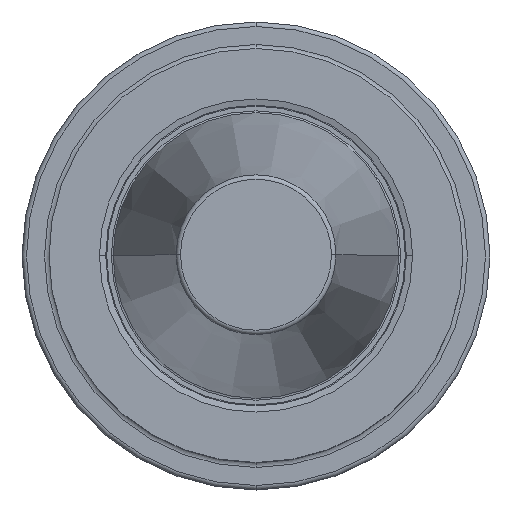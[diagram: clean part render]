
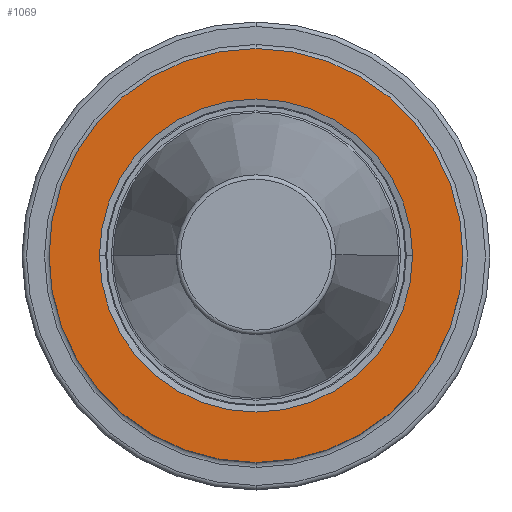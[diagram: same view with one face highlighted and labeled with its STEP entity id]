
A CAD part, top view. The second image highlights one B-rep face of the part: STEP entity #1069.
In plain terms, the highlighted planar face has unit normal (0, 0, 1).
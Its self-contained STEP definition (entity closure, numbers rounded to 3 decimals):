
#39=CARTESIAN_POINT('',(0.,0.,-2.));
#40=DIRECTION('',(0.,0.,-1.));
#41=DIRECTION('',(1.,0.,0.));
#42=AXIS2_PLACEMENT_3D('',#39,#40,#41);
#48=CARTESIAN_POINT('',(0.,0.,-2.));
#49=DIRECTION('',(0.,0.,1.));
#50=DIRECTION('',(1.,0.,0.));
#51=AXIS2_PLACEMENT_3D('',#48,#49,#50);
#56=CARTESIAN_POINT('',(0.,0.,-2.));
#57=DIRECTION('',(0.,0.,1.));
#58=DIRECTION('',(1.,0.,0.));
#59=AXIS2_PLACEMENT_3D('',#56,#57,#58);
#64=CARTESIAN_POINT('',(0.,0.,-2.));
#65=DIRECTION('',(0.,0.,1.));
#66=DIRECTION('',(-1.,0.,0.));
#67=AXIS2_PLACEMENT_3D('',#64,#65,#66);
#932=CARTESIAN_POINT('',(23.,0.,-2.));
#933=CARTESIAN_POINT('',(-23.,0.,-2.));
#934=VERTEX_POINT('',#932);
#935=VERTEX_POINT('',#933);
#994=CARTESIAN_POINT('',(17.396,0.,-2.));
#995=VERTEX_POINT('',#994);
#998=CARTESIAN_POINT('',(-17.396,0.,-2.));
#999=VERTEX_POINT('',#998);
#1052=CARTESIAN_POINT('',(0.,0.,-2.));
#1053=DIRECTION('',(0.,0.,-1.));
#1054=DIRECTION('',(-1.,0.,0.));
#1055=AXIS2_PLACEMENT_3D('',#1052,#1053,#1054);
#1056=PLANE('',#1055);
#1058=ORIENTED_EDGE('',*,*,#1057,.T.);
#1060=ORIENTED_EDGE('',*,*,#1059,.F.);
#1061=EDGE_LOOP('',(#1058,#1060));
#1062=FACE_OUTER_BOUND('',#1061,.F.);
#1064=ORIENTED_EDGE('',*,*,#1063,.T.);
#1066=ORIENTED_EDGE('',*,*,#1065,.T.);
#1067=EDGE_LOOP('',(#1064,#1066));
#1068=FACE_BOUND('',#1067,.F.);
#43=CIRCLE('',#42,23.);
#52=CIRCLE('',#51,23.);
#60=CIRCLE('',#59,17.396);
#68=CIRCLE('',#67,17.396);
#1057=EDGE_CURVE('',#934,#935,#43,.T.);
#1059=EDGE_CURVE('',#934,#935,#52,.T.);
#1063=EDGE_CURVE('',#995,#999,#60,.T.);
#1065=EDGE_CURVE('',#999,#995,#68,.T.);
#1069=ADVANCED_FACE('',(#1062,#1068),#1056,.F.);
